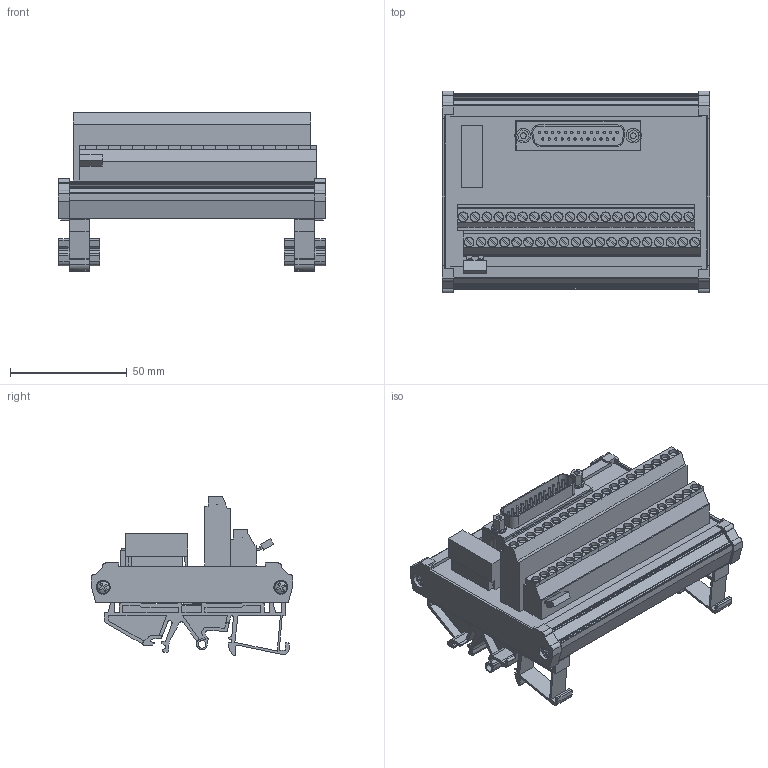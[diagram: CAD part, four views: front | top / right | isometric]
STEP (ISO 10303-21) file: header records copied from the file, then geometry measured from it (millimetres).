
FILE_DESCRIPTION(('CATIA V5R22 STEP214','CAx-IF Rec.Pracs.--- Model Styling and Organization---1.4--- 2014-01-23'),'2;1');
FILE_NAME ('034102-2_0_9448010000_PL35_9448010000_RS 8AIO DP SD S.stp','2021-09-15T07:07:16+00:00',('none'),('Weidmueller'),'CATIA Version 5-6 Release 2016 SP3 HF44','CATIA V5 STEP AP214','none');
FILE_SCHEMA(('AUTOMOTIVE_DESIGN { 1 0 10303 214 1 1 1 1 }'));
Products named in the file (1): 9448010000_RS 8AIO DP SD S
Bounding box: 114.5 x 86.4 x 68.17 mm (x, y, z)
Volume: 118855.9 mm3; surface area: 91432.2 mm2
Topology: 1 solids, 7 shells, 1956 faces, 5985 edges, 4103 vertices
Faces by surface type: plane 1235, cylinder 705, torus 8, sphere 8
Entity records: 75019 total; most frequent: CARTESIAN_POINT 20632, ORIENTED_EDGE 11970, DIRECTION 9028, EDGE_CURVE 5985, VERTEX_POINT 4103, VECTOR 3778, LINE 3778, AXIS2_PLACEMENT_3D 3297
